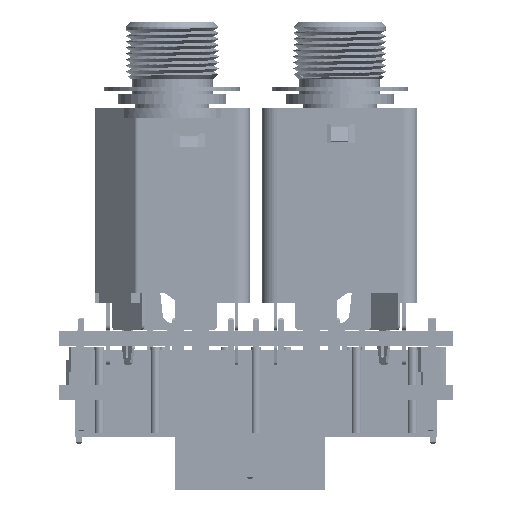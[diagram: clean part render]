
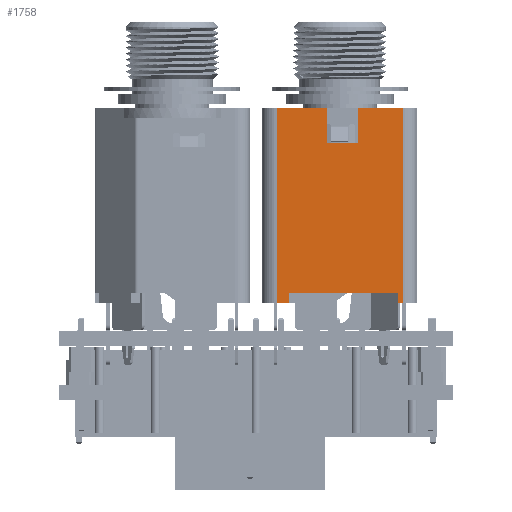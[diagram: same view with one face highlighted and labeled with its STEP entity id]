
A CAD part, left-side view. The second image highlights one B-rep face of the part: STEP entity #1758.
In plain terms, the highlighted face is planar.
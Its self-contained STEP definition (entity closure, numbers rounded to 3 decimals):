
#282 = VERTEX_POINT('',#283);
#283 = CARTESIAN_POINT('',(2.,0.,-1.));
#291 = EDGE_CURVE('',#292,#282,#294,.T.);
#292 = VERTEX_POINT('',#293);
#293 = CARTESIAN_POINT('',(13.,0.,-1.));
#294 = LINE('',#295,#296);
#295 = CARTESIAN_POINT('',(13.,0.,-1.));
#296 = VECTOR('',#297,1.);
#297 = DIRECTION('',(-1.,0.,0.));
#364 = VERTEX_POINT('',#365);
#365 = CARTESIAN_POINT('',(2.,0.,0.));
#371 = EDGE_CURVE('',#364,#282,#372,.T.);
#372 = LINE('',#373,#374);
#373 = CARTESIAN_POINT('',(2.,0.,0.));
#374 = VECTOR('',#375,1.);
#375 = DIRECTION('',(0.,0.,-1.));
#1532 = VERTEX_POINT('',#1533);
#1533 = CARTESIAN_POINT('',(1.5,0.,-19.8));
#1656 = VERTEX_POINT('',#1657);
#1657 = CARTESIAN_POINT('',(14.3,0.,-19.8));
#1664 = EDGE_CURVE('',#1656,#1665,#1667,.T.);
#1665 = VERTEX_POINT('',#1666);
#1666 = CARTESIAN_POINT('',(9.2,0.,-19.8));
#1667 = LINE('',#1668,#1669);
#1668 = CARTESIAN_POINT('',(14.3,0.,-19.8));
#1669 = VECTOR('',#1670,1.);
#1670 = DIRECTION('',(-1.,0.,0.));
#1689 = VERTEX_POINT('',#1690);
#1690 = CARTESIAN_POINT('',(6.,0.,-19.8));
#1696 = EDGE_CURVE('',#1689,#1532,#1697,.T.);
#1697 = LINE('',#1698,#1699);
#1698 = CARTESIAN_POINT('',(6.,0.,-19.8));
#1699 = VECTOR('',#1700,1.);
#1700 = DIRECTION('',(-1.,0.,0.));
#1730 = EDGE_CURVE('',#1731,#1532,#1733,.T.);
#1731 = VERTEX_POINT('',#1732);
#1732 = CARTESIAN_POINT('',(1.5,0.,0.));
#1733 = LINE('',#1734,#1735);
#1734 = CARTESIAN_POINT('',(1.5,0.,0.));
#1735 = VECTOR('',#1736,1.);
#1736 = DIRECTION('',(0.,0.,-1.));
#1758 = ADVANCED_FACE('',(#1759),#1816,.T.);
#1759 = FACE_BOUND('',#1760,.T.);
#1760 = EDGE_LOOP('',(#1761,#1769,#1777,#1783,#1784,#1792,#1800,#1806,
    #1807,#1808,#1814,#1815));
#1761 = ORIENTED_EDGE('',*,*,#1762,.T.);
#1762 = EDGE_CURVE('',#1689,#1763,#1765,.T.);
#1763 = VERTEX_POINT('',#1764);
#1764 = CARTESIAN_POINT('',(6.,0.,-16.2));
#1765 = LINE('',#1766,#1767);
#1766 = CARTESIAN_POINT('',(6.,0.,-19.8));
#1767 = VECTOR('',#1768,1.);
#1768 = DIRECTION('',(0.,0.,1.));
#1769 = ORIENTED_EDGE('',*,*,#1770,.T.);
#1770 = EDGE_CURVE('',#1763,#1771,#1773,.T.);
#1771 = VERTEX_POINT('',#1772);
#1772 = CARTESIAN_POINT('',(9.2,0.,-16.2));
#1773 = LINE('',#1774,#1775);
#1774 = CARTESIAN_POINT('',(6.,0.,-16.2));
#1775 = VECTOR('',#1776,1.);
#1776 = DIRECTION('',(1.,0.,0.));
#1777 = ORIENTED_EDGE('',*,*,#1778,.T.);
#1778 = EDGE_CURVE('',#1771,#1665,#1779,.T.);
#1779 = LINE('',#1780,#1781);
#1780 = CARTESIAN_POINT('',(9.2,0.,-16.2));
#1781 = VECTOR('',#1782,1.);
#1782 = DIRECTION('',(0.,0.,-1.));
#1783 = ORIENTED_EDGE('',*,*,#1664,.F.);
#1784 = ORIENTED_EDGE('',*,*,#1785,.T.);
#1785 = EDGE_CURVE('',#1656,#1786,#1788,.T.);
#1786 = VERTEX_POINT('',#1787);
#1787 = CARTESIAN_POINT('',(14.3,0.,0.));
#1788 = LINE('',#1789,#1790);
#1789 = CARTESIAN_POINT('',(14.3,0.,-19.8));
#1790 = VECTOR('',#1791,1.);
#1791 = DIRECTION('',(0.,0.,1.));
#1792 = ORIENTED_EDGE('',*,*,#1793,.F.);
#1793 = EDGE_CURVE('',#1794,#1786,#1796,.T.);
#1794 = VERTEX_POINT('',#1795);
#1795 = CARTESIAN_POINT('',(13.,0.,0.));
#1796 = LINE('',#1797,#1798);
#1797 = CARTESIAN_POINT('',(13.,0.,0.));
#1798 = VECTOR('',#1799,1.);
#1799 = DIRECTION('',(1.,0.,0.));
#1800 = ORIENTED_EDGE('',*,*,#1801,.F.);
#1801 = EDGE_CURVE('',#292,#1794,#1802,.T.);
#1802 = LINE('',#1803,#1804);
#1803 = CARTESIAN_POINT('',(13.,0.,-1.));
#1804 = VECTOR('',#1805,1.);
#1805 = DIRECTION('',(0.,0.,1.));
#1806 = ORIENTED_EDGE('',*,*,#291,.T.);
#1807 = ORIENTED_EDGE('',*,*,#371,.F.);
#1808 = ORIENTED_EDGE('',*,*,#1809,.F.);
#1809 = EDGE_CURVE('',#1731,#364,#1810,.T.);
#1810 = LINE('',#1811,#1812);
#1811 = CARTESIAN_POINT('',(1.5,0.,0.));
#1812 = VECTOR('',#1813,1.);
#1813 = DIRECTION('',(1.,0.,0.));
#1814 = ORIENTED_EDGE('',*,*,#1730,.T.);
#1815 = ORIENTED_EDGE('',*,*,#1696,.F.);
#1816 = PLANE('',#1817);
#1817 = AXIS2_PLACEMENT_3D('',#1818,#1819,#1820);
#1818 = CARTESIAN_POINT('',(1.244,0.,-20.196));
#1819 = DIRECTION('',(0.,-1.,0.));
#1820 = DIRECTION('',(0.,0.,-1.));
